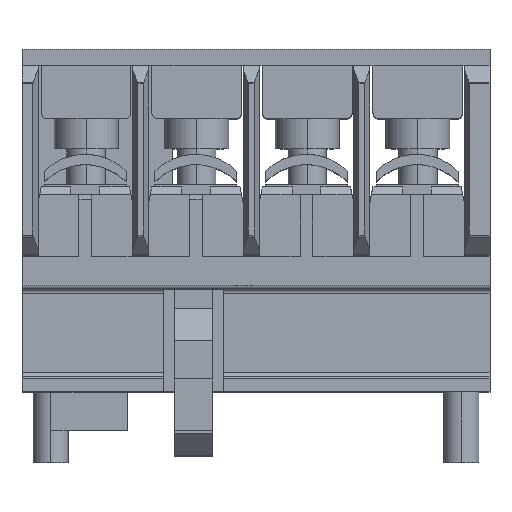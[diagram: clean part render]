
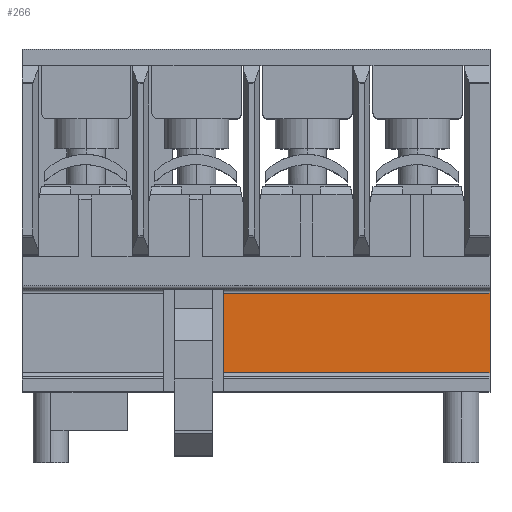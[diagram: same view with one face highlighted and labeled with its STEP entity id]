
A CAD part, top view. The second image highlights one B-rep face of the part: STEP entity #266.
In plain terms, the highlighted planar face has unit normal (0, 0, 1).
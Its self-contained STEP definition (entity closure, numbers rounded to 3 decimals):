
#266 = ADVANCED_FACE ( 'NONE', ( #13171 ), #10303, .F. ) ;
#661 = ORIENTED_EDGE ( 'NONE', *, *, #26217, .T. ) ;
#769 = CARTESIAN_POINT ( 'NONE',  ( -2.5, -6.476, 12.8 ) ) ;
#907 = DIRECTION ( 'NONE',  ( 0., -1., 0. ) ) ;
#5587 = LINE ( 'NONE', #18146, #31730 ) ;
#6311 = ORIENTED_EDGE ( 'NONE', *, *, #24690, .F. ) ;
#7475 = EDGE_CURVE ( 'NONE', #13820, #25784, #19015, .T. ) ;
#9861 = VECTOR ( 'NONE', #16555, 1000. ) ;
#10135 = CARTESIAN_POINT ( 'NONE',  ( -2.5, -0.276, 12.8 ) ) ;
#10303 = PLANE ( 'NONE',  #21991 ) ;
#11844 = DIRECTION ( 'NONE',  ( 0., -1., 0. ) ) ;
#12584 = EDGE_LOOP ( 'NONE', ( #661, #24704, #6311, #16716 ) ) ;
#12858 = DIRECTION ( 'NONE',  ( 0., 0., -1. ) ) ;
#13171 = FACE_OUTER_BOUND ( 'NONE', #12584, .T. ) ;
#13409 = LINE ( 'NONE', #27149, #26889 ) ;
#13820 = VERTEX_POINT ( 'NONE', #10135 ) ;
#16555 = DIRECTION ( 'NONE',  ( -1., 0., 0. ) ) ;
#16716 = ORIENTED_EDGE ( 'NONE', *, *, #30145, .F. ) ;
#18146 = CARTESIAN_POINT ( 'NONE',  ( 18.25, -0.276, 12.8 ) ) ;
#19015 = LINE ( 'NONE', #21160, #31701 ) ;
#21160 = CARTESIAN_POINT ( 'NONE',  ( -2.5, -0.276, 12.8 ) ) ;
#21991 = AXIS2_PLACEMENT_3D ( 'NONE', #28042, #12858, #30554 ) ;
#23977 = CARTESIAN_POINT ( 'NONE',  ( 18.25, -6.476, 12.8 ) ) ;
#24690 = EDGE_CURVE ( 'NONE', #25059, #25784, #30056, .T. ) ;
#24704 = ORIENTED_EDGE ( 'NONE', *, *, #7475, .T. ) ;
#25059 = VERTEX_POINT ( 'NONE', #28174 ) ;
#25784 = VERTEX_POINT ( 'NONE', #769 ) ;
#26217 = EDGE_CURVE ( 'NONE', #28009, #13820, #5587, .T. ) ;
#26889 = VECTOR ( 'NONE', #11844, 1000. ) ;
#27149 = CARTESIAN_POINT ( 'NONE',  ( 18.25, -0.276, 12.8 ) ) ;
#28009 = VERTEX_POINT ( 'NONE', #31107 ) ;
#28042 = CARTESIAN_POINT ( 'NONE',  ( 18.25, -0.276, 12.8 ) ) ;
#28174 = CARTESIAN_POINT ( 'NONE',  ( 18.25, -6.476, 12.8 ) ) ;
#30056 = LINE ( 'NONE', #23977, #9861 ) ;
#30145 = EDGE_CURVE ( 'NONE', #28009, #25059, #13409, .T. ) ;
#30554 = DIRECTION ( 'NONE',  ( -1., 0., 0. ) ) ;
#30847 = DIRECTION ( 'NONE',  ( -1., 0., 0. ) ) ;
#31107 = CARTESIAN_POINT ( 'NONE',  ( 18.25, -0.276, 12.8 ) ) ;
#31701 = VECTOR ( 'NONE', #907, 1000. ) ;
#31730 = VECTOR ( 'NONE', #30847, 1000. ) ;
